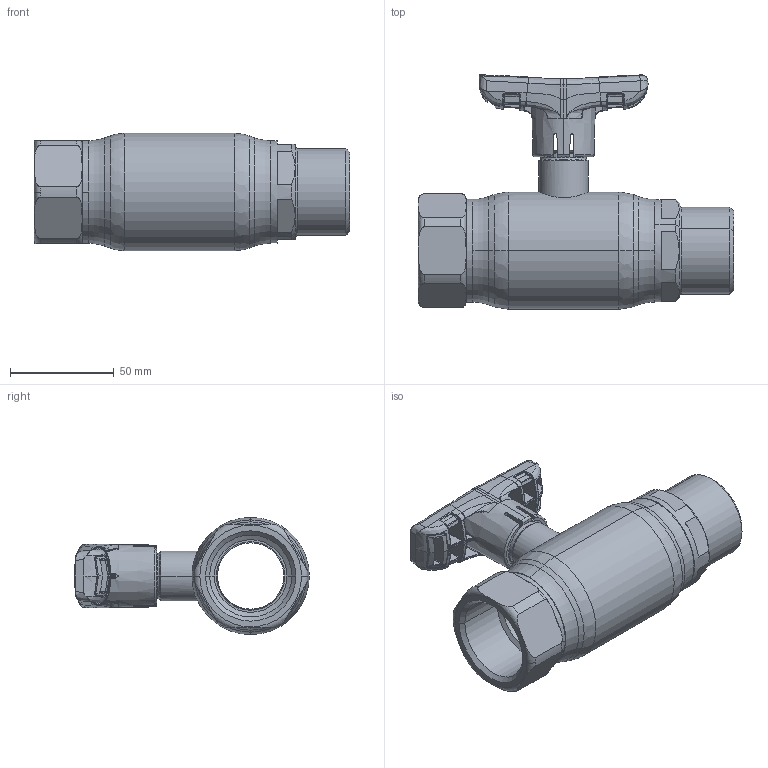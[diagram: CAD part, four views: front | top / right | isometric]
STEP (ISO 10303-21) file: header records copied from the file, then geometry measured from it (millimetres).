
FILE_DESCRIPTION (( 'STEP AP214' ), '1' );
FILE_NAME ('1032002400-1400.step', '2024-01-15T11:38:36', ( '' ), ( '' ), 'SwSTEP 2.0', 'SolidWorks 2021', '' );
FILE_SCHEMA (( 'AUTOMOTIVE_DESIGN' ));
Length unit declared in the file: millimetre
Products named in the file (1): 1032002400-1400
Bounding box: 152 x 113.08 x 56.5 mm (x, y, z)
Surface area: 50382.1 mm2 (no closed solid volume)
Topology: 0 solids, 6 shells, 623 faces, 1858 edges, 1179 vertices
Faces by surface type: bspline 456, plane 62, cylinder 45, torus 28, cone 24, sphere 8
Entity records: 54960 total; most frequent: CARTESIAN_POINT 35673, ORIENTED_EDGE 3225, EDGE_CURVE 1853, DIRECTION 1317, B_SPLINE_CURVE_WITH_KNOTS 1267, VERTEX_POINT 1178, EDGE_LOOP 634, UNCERTAINTY_MEASURE_WITH_UNIT 624
